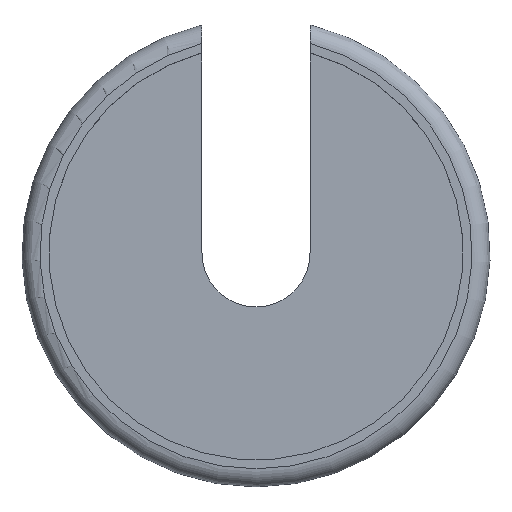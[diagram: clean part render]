
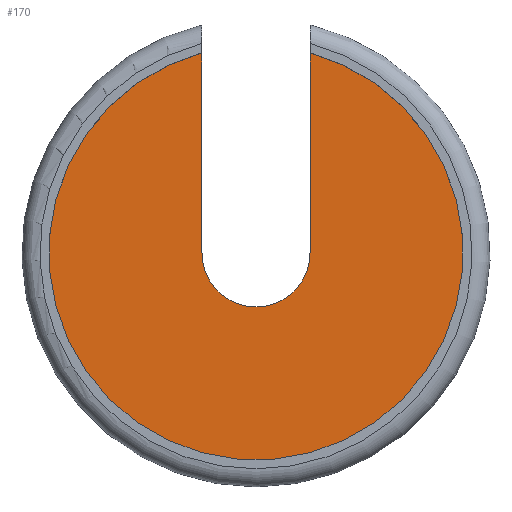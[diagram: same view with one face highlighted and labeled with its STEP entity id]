
A CAD part, top view. The second image highlights one B-rep face of the part: STEP entity #170.
In plain terms, the highlighted planar face has unit normal (0, 0, 1).
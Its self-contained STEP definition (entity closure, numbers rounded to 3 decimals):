
#21=PLANE('',#196);
#27=FACE_OUTER_BOUND('',#37,.T.);
#37=EDGE_LOOP('',(#122,#123,#124,#125));
#48=LINE('',#273,#60);
#49=LINE('',#275,#61);
#60=VECTOR('',#223,10.);
#61=VECTOR('',#224,10.);
#71=CIRCLE('',#195,57.5);
#72=CIRCLE('',#197,15.);
#80=VERTEX_POINT('',#266);
#81=VERTEX_POINT('',#268);
#82=VERTEX_POINT('',#272);
#83=VERTEX_POINT('',#274);
#96=EDGE_CURVE('',#80,#81,#71,.T.);
#98=EDGE_CURVE('',#81,#82,#48,.T.);
#99=EDGE_CURVE('',#83,#80,#49,.T.);
#100=EDGE_CURVE('',#82,#83,#72,.T.);
#122=ORIENTED_EDGE('',*,*,#98,.F.);
#123=ORIENTED_EDGE('',*,*,#96,.F.);
#124=ORIENTED_EDGE('',*,*,#99,.F.);
#125=ORIENTED_EDGE('',*,*,#100,.F.);
#170=ADVANCED_FACE('',(#27),#21,.T.);
#195=AXIS2_PLACEMENT_3D('',#269,#218,#219);
#196=AXIS2_PLACEMENT_3D('',#271,#221,#222);
#197=AXIS2_PLACEMENT_3D('',#276,#225,#226);
#218=DIRECTION('center_axis',(0.,0.,-1.));
#219=DIRECTION('ref_axis',(-1.,0.,0.));
#221=DIRECTION('center_axis',(0.,0.,1.));
#222=DIRECTION('ref_axis',(-1.,0.,0.));
#223=DIRECTION('',(0.,-1.,0.));
#224=DIRECTION('',(0.,1.,0.));
#225=DIRECTION('center_axis',(0.,0.,1.));
#226=DIRECTION('ref_axis',(1.,0.,0.));
#266=CARTESIAN_POINT('',(15.,55.509,5.));
#268=CARTESIAN_POINT('',(-15.,55.509,5.));
#269=CARTESIAN_POINT('Origin',(0.,0.,
5.));
#271=CARTESIAN_POINT('Origin',(0.,-0.995,
5.));
#272=CARTESIAN_POINT('',(-15.,0.,5.));
#273=CARTESIAN_POINT('',(-15.,32.002,5.));
#274=CARTESIAN_POINT('',(15.,0.,5.));
#275=CARTESIAN_POINT('',(15.,-0.498,5.));
#276=CARTESIAN_POINT('Origin',(0.,0.,5.));
